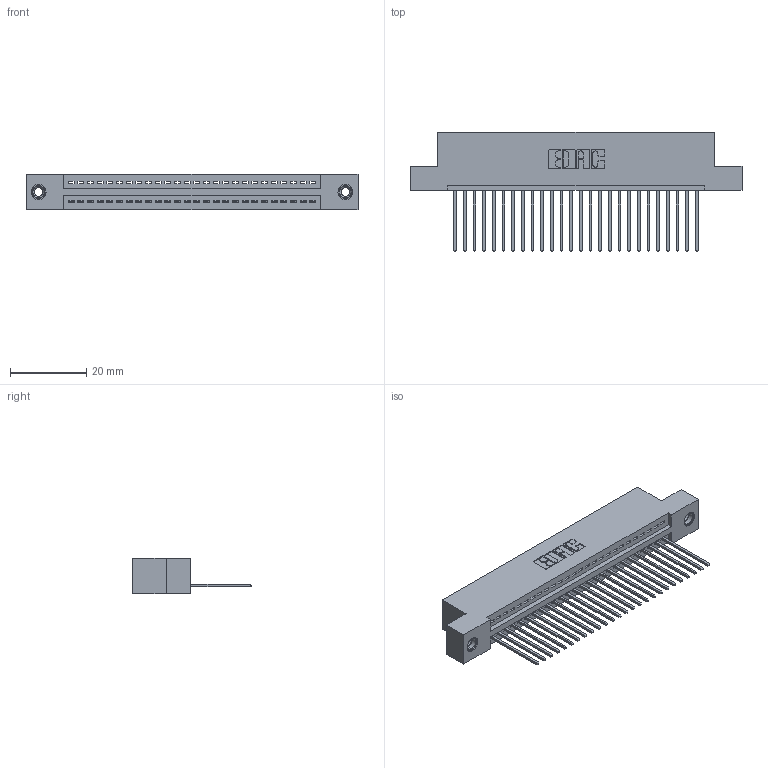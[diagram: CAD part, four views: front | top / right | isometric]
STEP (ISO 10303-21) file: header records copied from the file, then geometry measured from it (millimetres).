
FILE_DESCRIPTION (( 'STEP AP203' ), '1' );
FILE_NAME ('395-026-542-108.STEP', '2018-11-09T23:05:57', ( '' ), ( '' ), 'SwSTEP 2.0', 'SolidWorks 2016', '' );
FILE_SCHEMA (( 'CONFIG_CONTROL_DESIGN' ));
Length unit declared in the file: inch
Products named in the file (4): 345 Part_Flush Mounting Lugs - 0.156 Dia-TI; 345-292-001_345-293-142; 395-026-542-108; 345-250-001_345-250-003-102
Assembly tree (29 placements, depth 2):
  395-026-542-108
    345 Part_Flush Mounting Lugs - 0.156 Dia-TI
    345-292-001_345-293-142  x26
    345-250-001_345-250-003-102  x2
Bounding box: 87.25 x 31.29 x 9.4 mm (x, y, z)
Volume: 8207.3 mm3; surface area: 11074.2 mm2
Topology: 29 solids, 29 shells, 1694 faces, 5053 edges, 3326 vertices
Faces by surface type: plane 1152, cylinder 526, cone 12, torus 4
Entity records: 22926 total; most frequent: CARTESIAN_POINT 3953, ORIENTED_EDGE 3906, DIRECTION 3503, EDGE_CURVE 1953, VECTOR 1697, LINE 1697, VERTEX_POINT 1296, AXIS2_PLACEMENT_3D 903
